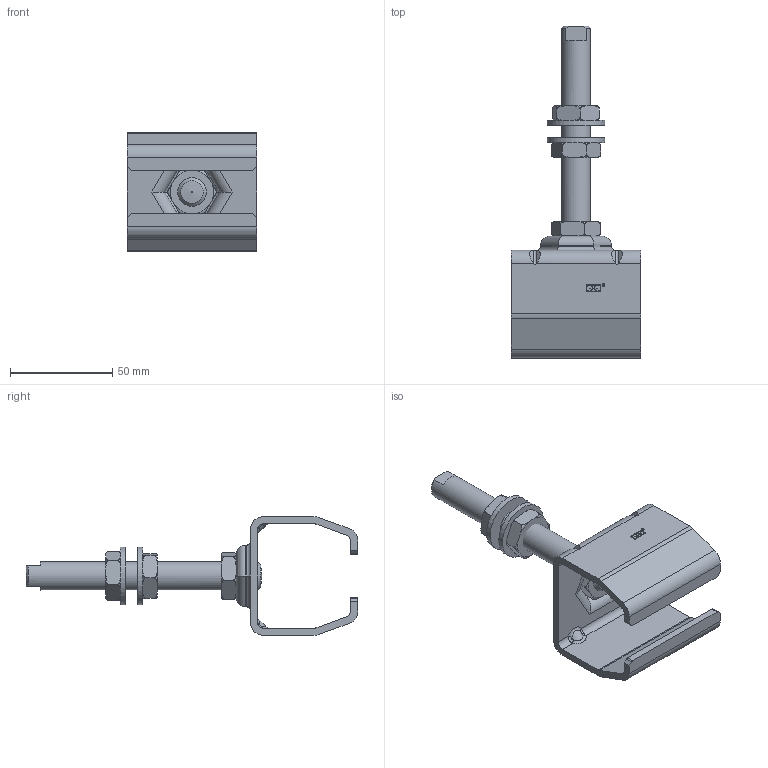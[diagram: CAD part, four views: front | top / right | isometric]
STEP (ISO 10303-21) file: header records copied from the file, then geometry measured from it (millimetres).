
FILE_DESCRIPTION(/* description */ (''),/* implementation_level */ '2;1');
FILE_NAME(/* name */ '9041L.stp',/* time_stamp */ '2022-05-19T13:22:21+02:00',/* author */ ('Giuliano'),/* organization */ (''),/* preprocessor_version */ 'ST-DEVELOPER v18.1',/* originating_system */ 'Autodesk Inventor 2021',/* authorisation */ '');
FILE_SCHEMA (('AUTOMOTIVE_DESIGN { 1 0 10303 214 3 1 1 }'));
Length unit declared in the file: millimetre
Products named in the file (1): Pièce1
Bounding box: 63 x 162 x 58 mm (x, y, z)
Volume: 65267.8 mm3; surface area: 36423.1 mm2
Topology: 8 solids, 8 shells, 350 faces, 890 edges, 574 vertices
Faces by surface type: plane 160, cylinder 78, bspline 60, torus 48, cone 4
Full cylindrical faces by diameter (mm): 1.151 x1, 1.25 x1, 11.835 x4, 14 x1, 14.2 x2, 15 x1, 28 x2
Entity records: 12077 total; most frequent: CARTESIAN_POINT 3952, ORIENTED_EDGE 1780, DIRECTION 1488, EDGE_CURVE 890, VERTEX_POINT 574, AXIS2_PLACEMENT_3D 511, LINE 466, VECTOR 466
